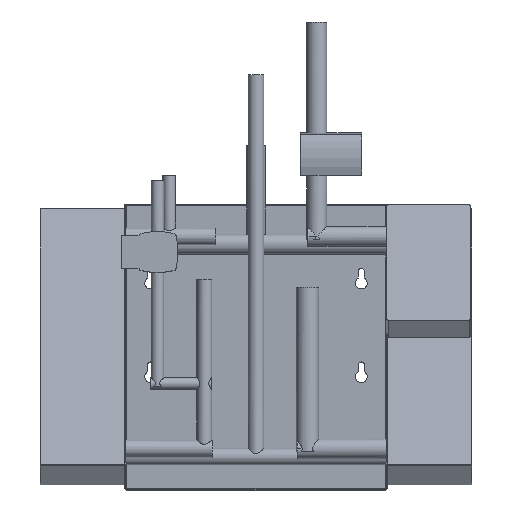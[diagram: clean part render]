
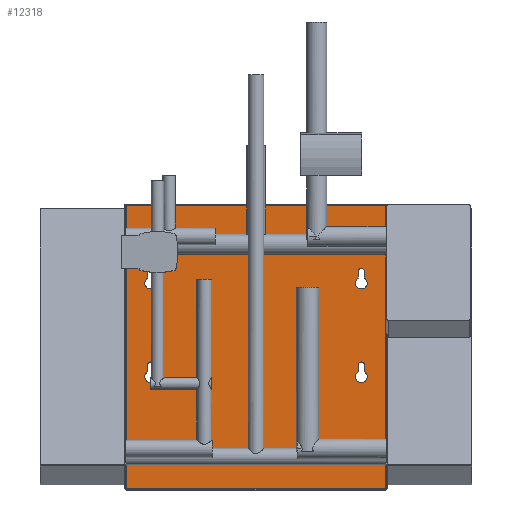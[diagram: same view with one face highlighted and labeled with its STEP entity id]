
A CAD part, top view. The second image highlights one B-rep face of the part: STEP entity #12318.
In plain terms, the highlighted planar face has unit normal (0, 0, 1).
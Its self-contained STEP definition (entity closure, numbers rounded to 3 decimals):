
#248=CIRCLE('',#13124,6.5);
#249=CIRCLE('',#13125,12.5);
#250=CIRCLE('',#13126,6.5);
#251=CIRCLE('',#13127,12.5);
#252=CIRCLE('',#13128,6.5);
#253=CIRCLE('',#13129,12.5);
#254=CIRCLE('',#13130,6.5);
#255=CIRCLE('',#13131,12.5);
#349=FACE_BOUND('',#1865,.T.);
#350=FACE_BOUND('',#1866,.T.);
#351=FACE_BOUND('',#1867,.T.);
#352=FACE_BOUND('',#1868,.T.);
#1116=FACE_OUTER_BOUND('',#1864,.T.);
#1864=EDGE_LOOP('',(#9517,#9518,#9519,#9520));
#1865=EDGE_LOOP('',(#9521,#9522,#9523,#9524));
#1866=EDGE_LOOP('',(#9525,#9526,#9527,#9528));
#1867=EDGE_LOOP('',(#9529,#9530,#9531,#9532));
#1868=EDGE_LOOP('',(#9533,#9534,#9535,#9536));
#2852=LINE('',#18621,#4181);
#2878=LINE('',#18838,#4207);
#2898=LINE('',#18933,#4227);
#2899=LINE('',#18934,#4228);
#2900=LINE('',#18939,#4229);
#2901=LINE('',#18942,#4230);
#2902=LINE('',#18947,#4231);
#2903=LINE('',#18950,#4232);
#2904=LINE('',#18955,#4233);
#2905=LINE('',#18958,#4234);
#2906=LINE('',#18963,#4235);
#2907=LINE('',#18966,#4236);
#4181=VECTOR('',#14737,10.);
#4207=VECTOR('',#14809,10.);
#4227=VECTOR('',#14889,10.);
#4228=VECTOR('',#14890,10.);
#4229=VECTOR('',#14893,10.);
#4230=VECTOR('',#14896,10.);
#4231=VECTOR('',#14899,10.);
#4232=VECTOR('',#14902,10.);
#4233=VECTOR('',#14905,10.);
#4234=VECTOR('',#14908,10.);
#4235=VECTOR('',#14911,10.);
#4236=VECTOR('',#14914,10.);
#5471=VERTEX_POINT('',#18568);
#5472=VERTEX_POINT('',#18601);
#5487=VERTEX_POINT('',#18785);
#5488=VERTEX_POINT('',#18818);
#5497=VERTEX_POINT('',#18935);
#5498=VERTEX_POINT('',#18936);
#5499=VERTEX_POINT('',#18938);
#5500=VERTEX_POINT('',#18940);
#5501=VERTEX_POINT('',#18943);
#5502=VERTEX_POINT('',#18944);
#5503=VERTEX_POINT('',#18946);
#5504=VERTEX_POINT('',#18948);
#5505=VERTEX_POINT('',#18951);
#5506=VERTEX_POINT('',#18952);
#5507=VERTEX_POINT('',#18954);
#5508=VERTEX_POINT('',#18956);
#5509=VERTEX_POINT('',#18959);
#5510=VERTEX_POINT('',#18960);
#5511=VERTEX_POINT('',#18962);
#5512=VERTEX_POINT('',#18964);
#6880=EDGE_CURVE('',#5472,#5471,#2852,.T.);
#6922=EDGE_CURVE('',#5488,#5487,#2878,.T.);
#6955=EDGE_CURVE('',#5471,#5488,#2898,.T.);
#6956=EDGE_CURVE('',#5487,#5472,#2899,.T.);
#6957=EDGE_CURVE('',#5497,#5498,#248,.T.);
#6958=EDGE_CURVE('',#5498,#5499,#2900,.T.);
#6959=EDGE_CURVE('',#5499,#5500,#249,.T.);
#6960=EDGE_CURVE('',#5500,#5497,#2901,.T.);
#6961=EDGE_CURVE('',#5501,#5502,#250,.T.);
#6962=EDGE_CURVE('',#5502,#5503,#2902,.T.);
#6963=EDGE_CURVE('',#5503,#5504,#251,.T.);
#6964=EDGE_CURVE('',#5504,#5501,#2903,.T.);
#6965=EDGE_CURVE('',#5505,#5506,#252,.T.);
#6966=EDGE_CURVE('',#5506,#5507,#2904,.T.);
#6967=EDGE_CURVE('',#5507,#5508,#253,.T.);
#6968=EDGE_CURVE('',#5508,#5505,#2905,.T.);
#6969=EDGE_CURVE('',#5509,#5510,#254,.T.);
#6970=EDGE_CURVE('',#5510,#5511,#2906,.T.);
#6971=EDGE_CURVE('',#5511,#5512,#255,.T.);
#6972=EDGE_CURVE('',#5512,#5509,#2907,.T.);
#9517=ORIENTED_EDGE('',*,*,#6880,.T.);
#9518=ORIENTED_EDGE('',*,*,#6955,.T.);
#9519=ORIENTED_EDGE('',*,*,#6922,.T.);
#9520=ORIENTED_EDGE('',*,*,#6956,.T.);
#9521=ORIENTED_EDGE('',*,*,#6957,.T.);
#9522=ORIENTED_EDGE('',*,*,#6958,.T.);
#9523=ORIENTED_EDGE('',*,*,#6959,.T.);
#9524=ORIENTED_EDGE('',*,*,#6960,.T.);
#9525=ORIENTED_EDGE('',*,*,#6961,.T.);
#9526=ORIENTED_EDGE('',*,*,#6962,.T.);
#9527=ORIENTED_EDGE('',*,*,#6963,.T.);
#9528=ORIENTED_EDGE('',*,*,#6964,.T.);
#9529=ORIENTED_EDGE('',*,*,#6965,.T.);
#9530=ORIENTED_EDGE('',*,*,#6966,.T.);
#9531=ORIENTED_EDGE('',*,*,#6967,.T.);
#9532=ORIENTED_EDGE('',*,*,#6968,.T.);
#9533=ORIENTED_EDGE('',*,*,#6969,.T.);
#9534=ORIENTED_EDGE('',*,*,#6970,.T.);
#9535=ORIENTED_EDGE('',*,*,#6971,.T.);
#9536=ORIENTED_EDGE('',*,*,#6972,.T.);
#11745=PLANE('',#13123);
#12318=ADVANCED_FACE('',(#1116,#349,#350,#351,#352),#11745,.T.);
#13123=AXIS2_PLACEMENT_3D('',#18932,#14887,#14888);
#13124=AXIS2_PLACEMENT_3D('',#18937,#14891,#14892);
#13125=AXIS2_PLACEMENT_3D('',#18941,#14894,#14895);
#13126=AXIS2_PLACEMENT_3D('',#18945,#14897,#14898);
#13127=AXIS2_PLACEMENT_3D('',#18949,#14900,#14901);
#13128=AXIS2_PLACEMENT_3D('',#18953,#14903,#14904);
#13129=AXIS2_PLACEMENT_3D('',#18957,#14906,#14907);
#13130=AXIS2_PLACEMENT_3D('',#18961,#14909,#14910);
#13131=AXIS2_PLACEMENT_3D('',#18965,#14912,#14913);
#14737=DIRECTION('',(1.,0.,0.));
#14809=DIRECTION('',(-1.,0.,0.));
#14887=DIRECTION('center_axis',(0.,0.,1.));
#14888=DIRECTION('ref_axis',(1.,0.,0.));
#14889=DIRECTION('',(0.,1.,0.));
#14890=DIRECTION('',(0.,-1.,0.));
#14891=DIRECTION('center_axis',(0.,0.,-1.));
#14892=DIRECTION('ref_axis',(-1.,0.,0.));
#14893=DIRECTION('',(0.,-1.,0.));
#14894=DIRECTION('center_axis',(0.,0.,-1.));
#14895=DIRECTION('ref_axis',(-1.,0.,0.));
#14896=DIRECTION('',(0.,1.,0.));
#14897=DIRECTION('center_axis',(0.,0.,-1.));
#14898=DIRECTION('ref_axis',(-1.,0.,0.));
#14899=DIRECTION('',(0.,-1.,0.));
#14900=DIRECTION('center_axis',(0.,0.,-1.));
#14901=DIRECTION('ref_axis',(-1.,0.,0.));
#14902=DIRECTION('',(0.,1.,0.));
#14903=DIRECTION('center_axis',(0.,0.,-1.));
#14904=DIRECTION('ref_axis',(-1.,0.,0.));
#14905=DIRECTION('',(0.,-1.,0.));
#14906=DIRECTION('center_axis',(0.,0.,-1.));
#14907=DIRECTION('ref_axis',(-1.,0.,0.));
#14908=DIRECTION('',(0.,1.,0.));
#14909=DIRECTION('center_axis',(0.,0.,-1.));
#14910=DIRECTION('ref_axis',(-1.,0.,0.));
#14911=DIRECTION('',(0.,-1.,0.));
#14912=DIRECTION('center_axis',(0.,0.,-1.));
#14913=DIRECTION('ref_axis',(-1.,0.,0.));
#14914=DIRECTION('',(0.,1.,0.));
#18568=CARTESIAN_POINT('',(277.,-302.,2.));
#18601=CARTESIAN_POINT('',(-277.,-302.,2.));
#18621=CARTESIAN_POINT('',(138.5,-302.,2.));
#18785=CARTESIAN_POINT('',(-277.,302.,2.));
#18818=CARTESIAN_POINT('',(277.,302.,2.));
#18838=CARTESIAN_POINT('',(-138.5,302.,2.));
#18932=CARTESIAN_POINT('Origin',(0.,0.,
2.));
#18933=CARTESIAN_POINT('',(277.,152.5,2.));
#18934=CARTESIAN_POINT('',(-277.,-152.5,2.));
#18935=CARTESIAN_POINT('',(-231.5,162.,2.));
#18936=CARTESIAN_POINT('',(-218.5,162.,2.));
#18937=CARTESIAN_POINT('Origin',(-225.,162.,2.));
#18938=CARTESIAN_POINT('',(-218.5,147.677,2.));
#18939=CARTESIAN_POINT('',(-218.5,73.839,2.));
#18940=CARTESIAN_POINT('',(-231.5,147.677,2.));
#18941=CARTESIAN_POINT('Origin',(-225.,137.,2.));
#18942=CARTESIAN_POINT('',(-231.5,81.,2.));
#18943=CARTESIAN_POINT('',(218.5,162.,2.));
#18944=CARTESIAN_POINT('',(231.5,162.,2.));
#18945=CARTESIAN_POINT('Origin',(225.,162.,2.));
#18946=CARTESIAN_POINT('',(231.5,147.677,2.));
#18947=CARTESIAN_POINT('',(231.5,73.839,2.));
#18948=CARTESIAN_POINT('',(218.5,147.677,2.));
#18949=CARTESIAN_POINT('Origin',(225.,137.,2.));
#18950=CARTESIAN_POINT('',(218.5,81.,2.));
#18951=CARTESIAN_POINT('',(218.5,-38.,2.));
#18952=CARTESIAN_POINT('',(231.5,-38.,2.));
#18953=CARTESIAN_POINT('Origin',(225.,-38.,2.));
#18954=CARTESIAN_POINT('',(231.5,-52.323,2.));
#18955=CARTESIAN_POINT('',(231.5,-26.161,2.));
#18956=CARTESIAN_POINT('',(218.5,-52.323,2.));
#18957=CARTESIAN_POINT('Origin',(225.,-63.,2.));
#18958=CARTESIAN_POINT('',(218.5,-19.,2.));
#18959=CARTESIAN_POINT('',(-231.5,-38.,2.));
#18960=CARTESIAN_POINT('',(-218.5,-38.,2.));
#18961=CARTESIAN_POINT('Origin',(-225.,-38.,2.));
#18962=CARTESIAN_POINT('',(-218.5,-52.323,2.));
#18963=CARTESIAN_POINT('',(-218.5,-26.161,2.));
#18964=CARTESIAN_POINT('',(-231.5,-52.323,2.));
#18965=CARTESIAN_POINT('Origin',(-225.,-63.,2.));
#18966=CARTESIAN_POINT('',(-231.5,-19.,2.));
